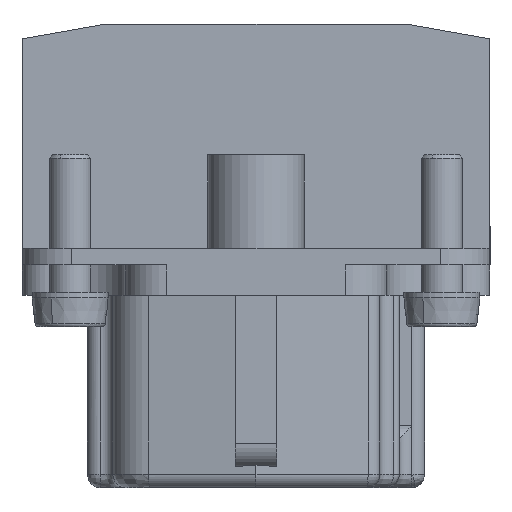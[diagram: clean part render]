
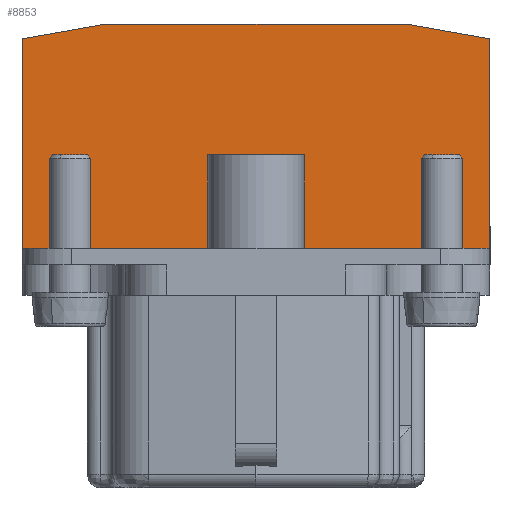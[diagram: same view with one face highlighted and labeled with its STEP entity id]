
A CAD part, left-side view. The second image highlights one B-rep face of the part: STEP entity #8853.
In plain terms, the highlighted planar face has unit normal (-1, 0, 0).
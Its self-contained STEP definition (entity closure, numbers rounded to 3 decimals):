
#6986=FACE_OUTER_BOUND('',#18833,.T.);
#8853=ADVANCED_FACE('',(#6986),#10590,.T.);
#10590=PLANE('',#38723);
#12572=LINE('',#49887,#15376);
#12576=LINE('',#49907,#15380);
#12594=LINE('',#49957,#15398);
#12595=LINE('',#49959,#15399);
#12596=LINE('',#49961,#15400);
#12597=LINE('',#49963,#15401);
#12598=LINE('',#49964,#15402);
#12599=LINE('',#49966,#15403);
#12600=LINE('',#49968,#15404);
#12601=LINE('',#49970,#15405);
#15376=VECTOR('',#41181,1.);
#15380=VECTOR('',#41199,1.);
#15398=VECTOR('',#41237,1.);
#15399=VECTOR('',#41238,1.);
#15400=VECTOR('',#41239,1.);
#15401=VECTOR('',#41240,1.);
#15402=VECTOR('',#41241,1.);
#15403=VECTOR('',#41242,1.);
#15404=VECTOR('',#41243,1.);
#15405=VECTOR('',#41244,1.);
#18833=EDGE_LOOP('',(#21224,#21225,#21226,#21227,#21228,#21229,#21230,#21231,
#21232,#21233));
#21224=ORIENTED_EDGE('',*,*,#33257,.F.);
#21225=ORIENTED_EDGE('',*,*,#33234,.T.);
#21226=ORIENTED_EDGE('',*,*,#33258,.T.);
#21227=ORIENTED_EDGE('',*,*,#33259,.T.);
#21228=ORIENTED_EDGE('',*,*,#33260,.T.);
#21229=ORIENTED_EDGE('',*,*,#33225,.T.);
#21230=ORIENTED_EDGE('',*,*,#33261,.F.);
#21231=ORIENTED_EDGE('',*,*,#33262,.F.);
#21232=ORIENTED_EDGE('',*,*,#33263,.F.);
#21233=ORIENTED_EDGE('',*,*,#33264,.F.);
#30165=VERTEX_POINT('',#49886);
#30166=VERTEX_POINT('',#49888);
#30172=VERTEX_POINT('',#49902);
#30174=VERTEX_POINT('',#49906);
#30197=VERTEX_POINT('',#49958);
#30198=VERTEX_POINT('',#49960);
#30199=VERTEX_POINT('',#49962);
#30200=VERTEX_POINT('',#49965);
#30201=VERTEX_POINT('',#49967);
#30202=VERTEX_POINT('',#49969);
#33225=EDGE_CURVE('',#30166,#30165,#12572,.T.);
#33234=EDGE_CURVE('',#30172,#30174,#12576,.T.);
#33257=EDGE_CURVE('',#30172,#30197,#12594,.T.);
#33258=EDGE_CURVE('',#30174,#30198,#12595,.T.);
#33259=EDGE_CURVE('',#30198,#30199,#12596,.T.);
#33260=EDGE_CURVE('',#30199,#30166,#12597,.T.);
#33261=EDGE_CURVE('',#30200,#30165,#12598,.T.);
#33262=EDGE_CURVE('',#30201,#30200,#12599,.T.);
#33263=EDGE_CURVE('',#30202,#30201,#12600,.T.);
#33264=EDGE_CURVE('',#30197,#30202,#12601,.T.);
#38723=AXIS2_PLACEMENT_3D('',#49971,#41245,#41246);
#41181=DIRECTION('',(0.,0.,-1.));
#41199=DIRECTION('',(0.,0.,1.));
#41237=DIRECTION('',(0.,1.,0.));
#41238=DIRECTION('',(0.,0.985,0.174));
#41239=DIRECTION('',(0.,1.,0.));
#41240=DIRECTION('',(0.,0.985,-0.174));
#41241=DIRECTION('',(0.,1.,0.));
#41242=DIRECTION('',(0.,0.,-1.));
#41243=DIRECTION('',(0.,1.,0.));
#41244=DIRECTION('',(0.,0.,1.));
#41245=DIRECTION('',(-1.,0.,0.));
#41246=DIRECTION('',(0.,1.,0.));
#49886=CARTESIAN_POINT('',(9.,33.984,17.4));
#49887=CARTESIAN_POINT('',(9.,33.984,14.));
#49888=CARTESIAN_POINT('',(9.,33.984,32.627));
#49902=CARTESIAN_POINT('',(9.,0.016,17.4));
#49906=CARTESIAN_POINT('',(9.,0.016,32.627));
#49907=CARTESIAN_POINT('',(9.,0.016,14.));
#49957=CARTESIAN_POINT('',(9.,34.3,17.4));
#49958=CARTESIAN_POINT('',(9.,13.5,17.4));
#49959=CARTESIAN_POINT('',(9.,6.1,33.7));
#49960=CARTESIAN_POINT('',(9.,6.1,33.7));
#49961=CARTESIAN_POINT('',(9.,34.3,33.7));
#49962=CARTESIAN_POINT('',(9.,27.9,33.7));
#49963=CARTESIAN_POINT('',(9.,33.701,32.677));
#49964=CARTESIAN_POINT('',(9.,34.3,17.4));
#49965=CARTESIAN_POINT('',(9.,20.5,17.4));
#49966=CARTESIAN_POINT('',(9.,20.5,15.9));
#49967=CARTESIAN_POINT('',(9.,20.5,24.2));
#49968=CARTESIAN_POINT('',(9.,34.3,24.2));
#49969=CARTESIAN_POINT('',(9.,13.5,24.2));
#49970=CARTESIAN_POINT('',(9.,13.5,15.9));
#49971=CARTESIAN_POINT('',(9.,34.3,15.9));
